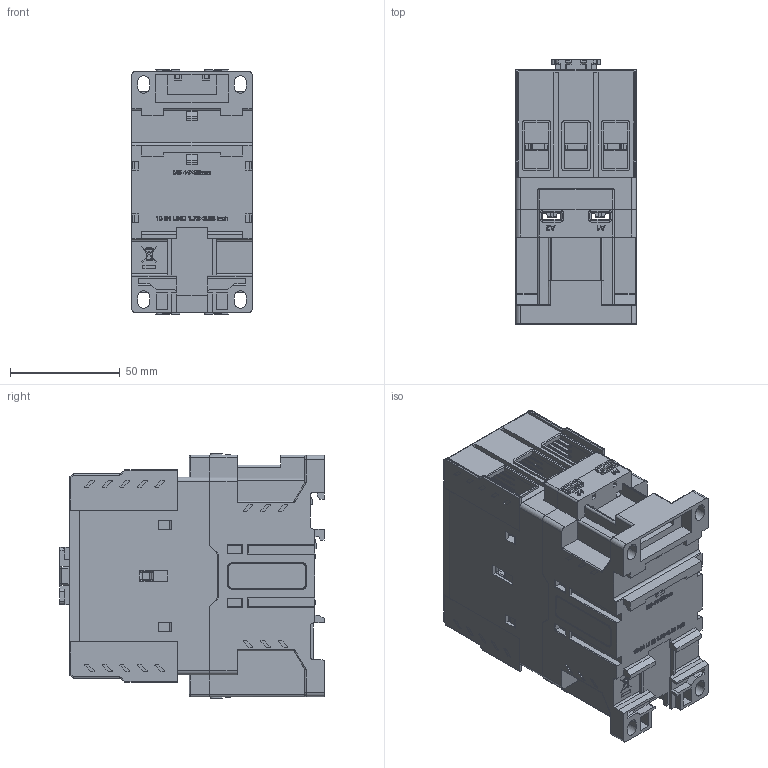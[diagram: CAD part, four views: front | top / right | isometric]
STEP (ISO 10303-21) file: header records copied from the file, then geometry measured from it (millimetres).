
FILE_DESCRIPTION((''),'2;1');
FILE_NAME('PRT0093','2022-03-24T16:12:13',('LESTER'),(''),'CREO PARAMETRIC BY PTC INC, 2018100','CREO PARAMETRIC BY PTC INC, 2018100','');
FILE_SCHEMA(('AUTOMOTIVE_DESIGN { 1 0 10303 214 1 1 1 1 }'));
Products named in the file (1): PRT0093
Bounding box: 55 x 120.5 x 111.6 mm (x, y, z)
Surface area: 203709.8 mm2 (no closed solid volume)
Topology: 0 solids, 12 shells, 7316 faces, 19631 edges, 12580 vertices
Faces by surface type: plane 4041, cylinder 1378, extrusion 1077, bspline 313, torus 189, cone 162, sphere 156
Entity records: 301300 total; most frequent: CARTESIAN_POINT 67626, ORIENTED_EDGE 39238, DIRECTION 32487, EDGE_CURVE 19619, VECTOR 14714, LINE 13637, VERTEX_POINT 12580, AXIS2_PLACEMENT_3D 8885
